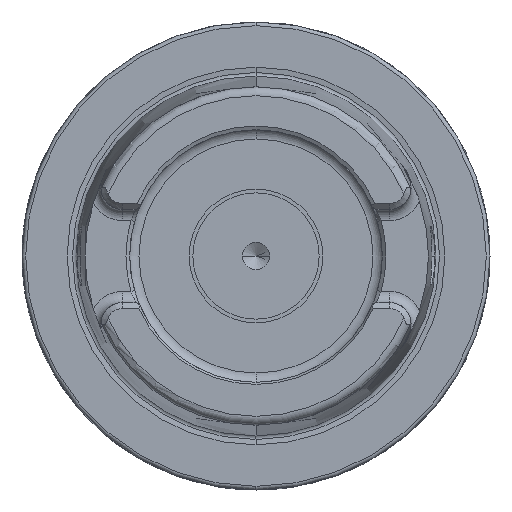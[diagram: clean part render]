
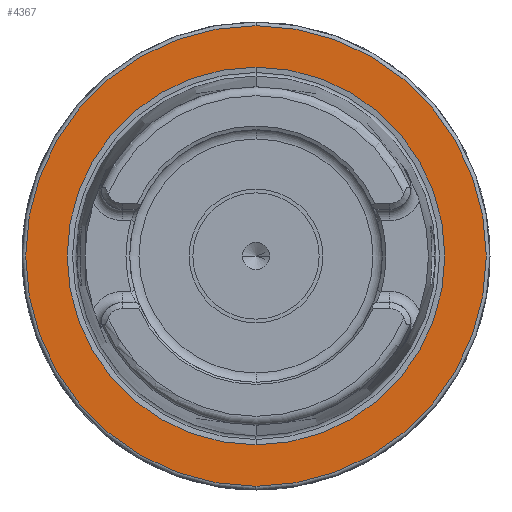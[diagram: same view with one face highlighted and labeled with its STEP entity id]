
A CAD part, left-side view. The second image highlights one B-rep face of the part: STEP entity #4367.
In plain terms, the highlighted planar face has unit normal (-1, 0, 0).
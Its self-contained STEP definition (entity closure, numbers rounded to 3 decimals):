
#1257=CARTESIAN_POINT('',(0.,0.,0.));
#1258=DIRECTION('',(1.,0.,0.));
#1259=DIRECTION('',(0.,0.,-1.));
#1260=AXIS2_PLACEMENT_3D('',#1257,#1258,#1259);
#1262=CARTESIAN_POINT('',(0.,0.,0.));
#1263=DIRECTION('',(1.,0.,0.));
#1264=DIRECTION('',(0.,0.,1.));
#1265=AXIS2_PLACEMENT_3D('',#1262,#1263,#1264);
#1267=CARTESIAN_POINT('',(0.,0.,0.));
#1268=DIRECTION('',(-1.,0.,0.));
#1269=DIRECTION('',(0.,0.,1.));
#1270=AXIS2_PLACEMENT_3D('',#1267,#1268,#1269);
#1272=CARTESIAN_POINT('',(0.,0.,0.));
#1273=DIRECTION('',(-1.,0.,0.));
#1274=DIRECTION('',(0.,0.,-1.));
#1275=AXIS2_PLACEMENT_3D('',#1272,#1273,#1274);
#2527=CARTESIAN_POINT('',(0.,0.,-25.42));
#2528=CARTESIAN_POINT('',(0.,0.,25.42));
#2529=VERTEX_POINT('',#2527);
#2530=VERTEX_POINT('',#2528);
#2856=CARTESIAN_POINT('',(0.,0.,31.));
#2857=CARTESIAN_POINT('',(0.,0.,-31.));
#2858=VERTEX_POINT('',#2856);
#2859=VERTEX_POINT('',#2857);
#4352=CARTESIAN_POINT('',(0.,0.,0.));
#4353=DIRECTION('',(1.,0.,0.));
#4354=DIRECTION('',(0.,0.,1.));
#4355=AXIS2_PLACEMENT_3D('',#4352,#4353,#4354);
#4356=PLANE('',#4355);
#4358=ORIENTED_EDGE('',*,*,#4357,.F.);
#4360=ORIENTED_EDGE('',*,*,#4359,.F.);
#4361=EDGE_LOOP('',(#4358,#4360));
#4362=FACE_OUTER_BOUND('',#4361,.F.);
#4363=ORIENTED_EDGE('',*,*,#4308,.F.);
#4364=ORIENTED_EDGE('',*,*,#4293,.F.);
#4365=EDGE_LOOP('',(#4363,#4364));
#4366=FACE_BOUND('',#4365,.F.);
#4367=ADVANCED_FACE('',(#4362,#4366),#4356,.F.);
#1261=CIRCLE('',#1260,25.42);
#1266=CIRCLE('',#1265,25.42);
#1271=CIRCLE('',#1270,31.);
#1276=CIRCLE('',#1275,31.);
#4293=EDGE_CURVE('',#2530,#2529,#1266,.T.);
#4308=EDGE_CURVE('',#2529,#2530,#1261,.T.);
#4357=EDGE_CURVE('',#2858,#2859,#1271,.T.);
#4359=EDGE_CURVE('',#2859,#2858,#1276,.T.);
